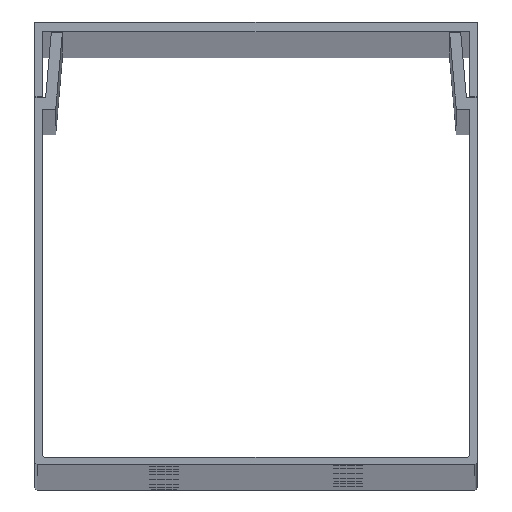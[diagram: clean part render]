
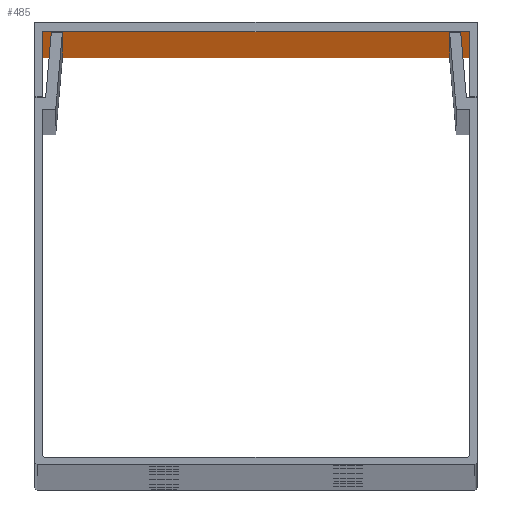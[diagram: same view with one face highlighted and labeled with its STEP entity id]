
A CAD part, top view. The second image highlights one B-rep face of the part: STEP entity #485.
In plain terms, the highlighted planar face has unit normal (0, -1, 0).
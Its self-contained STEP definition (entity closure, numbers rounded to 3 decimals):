
#5 = CARTESIAN_POINT ( 'NONE',  ( -28.949, 58.648, 1000. ) ) ;
#12 = DIRECTION ( 'NONE',  ( 1., 0., 0. ) ) ;
#354 = VECTOR ( 'NONE', #12, 1000. ) ;
#470 = VERTEX_POINT ( 'NONE', #2389 ) ;
#485 = ADVANCED_FACE ( 'NONE', ( #1742 ), #1805, .F. ) ;
#602 = EDGE_CURVE ( 'NONE', #2451, #1769, #1290, .T. ) ;
#617 = ORIENTED_EDGE ( 'NONE', *, *, #2073, .F. ) ;
#620 = CARTESIAN_POINT ( 'NONE',  ( -28.949, 58.648, -1000. ) ) ;
#626 = EDGE_CURVE ( 'NONE', #1062, #2451, #1817, .T. ) ;
#766 = VECTOR ( 'NONE', #1021, 1000. ) ;
#811 = DIRECTION ( 'NONE',  ( 0., 0., -1. ) ) ;
#927 = LINE ( 'NONE', #5, #354 ) ;
#951 = ORIENTED_EDGE ( 'NONE', *, *, #626, .T. ) ;
#1021 = DIRECTION ( 'NONE',  ( 1., 0., 0. ) ) ;
#1062 = VERTEX_POINT ( 'NONE', #1179 ) ;
#1179 = CARTESIAN_POINT ( 'NONE',  ( -28.949, 58.648, 1000. ) ) ;
#1184 = CARTESIAN_POINT ( 'NONE',  ( -28.949, 58.648, -1000. ) ) ;
#1198 = VECTOR ( 'NONE', #2066, 1000. ) ;
#1205 = CARTESIAN_POINT ( 'NONE',  ( 28.949, 58.648, 1000. ) ) ;
#1211 = DIRECTION ( 'NONE',  ( -1., 0., 0. ) ) ;
#1221 = AXIS2_PLACEMENT_3D ( 'NONE', #2007, #1969, #1211 ) ;
#1290 = LINE ( 'NONE', #1184, #766 ) ;
#1456 = LINE ( 'NONE', #1205, #1920 ) ;
#1708 = ORIENTED_EDGE ( 'NONE', *, *, #2078, .F. ) ;
#1742 = FACE_OUTER_BOUND ( 'NONE', #1942, .T. ) ;
#1769 = VERTEX_POINT ( 'NONE', #2524 ) ;
#1805 = PLANE ( 'NONE',  #1221 ) ;
#1817 = LINE ( 'NONE', #2036, #1198 ) ;
#1920 = VECTOR ( 'NONE', #811, 1000. ) ;
#1942 = EDGE_LOOP ( 'NONE', ( #2356, #617, #1708, #951 ) ) ;
#1969 = DIRECTION ( 'NONE',  ( 0., 1., 0. ) ) ;
#2007 = CARTESIAN_POINT ( 'NONE',  ( -28.949, 58.648, 1000. ) ) ;
#2036 = CARTESIAN_POINT ( 'NONE',  ( -28.949, 58.648, 1000. ) ) ;
#2066 = DIRECTION ( 'NONE',  ( 0., 0., -1. ) ) ;
#2073 = EDGE_CURVE ( 'NONE', #470, #1769, #1456, .T. ) ;
#2078 = EDGE_CURVE ( 'NONE', #1062, #470, #927, .T. ) ;
#2356 = ORIENTED_EDGE ( 'NONE', *, *, #602, .T. ) ;
#2389 = CARTESIAN_POINT ( 'NONE',  ( 28.949, 58.648, 1000. ) ) ;
#2451 = VERTEX_POINT ( 'NONE', #620 ) ;
#2524 = CARTESIAN_POINT ( 'NONE',  ( 28.949, 58.648, -1000. ) ) ;
